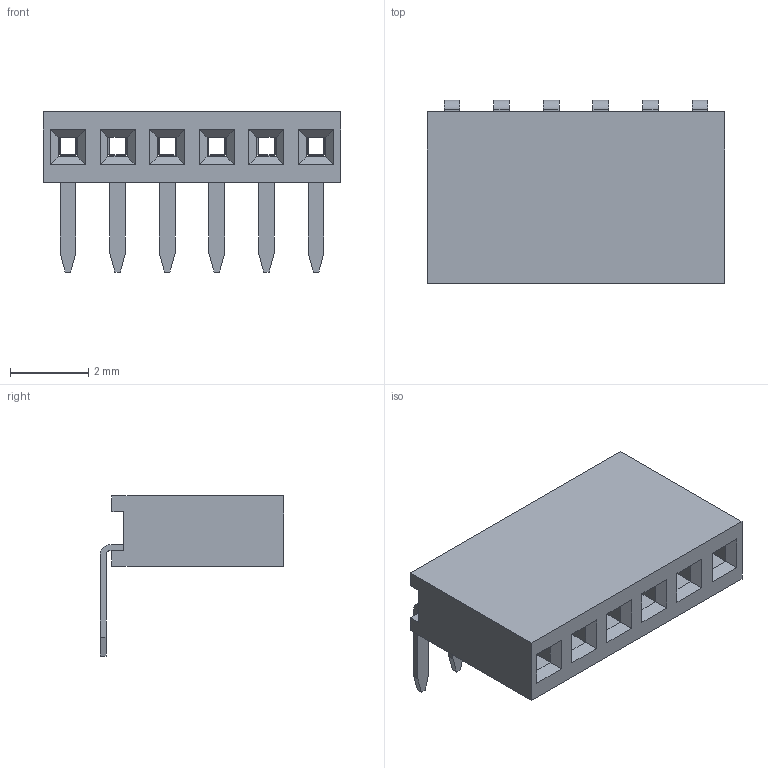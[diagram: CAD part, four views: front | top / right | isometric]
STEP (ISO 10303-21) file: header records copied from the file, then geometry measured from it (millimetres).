
FILE_DESCRIPTION(('STEP AP214'), '1');
FILE_NAME('PBS1.27-R', '', ('UNSPECIFIED'), ('UNSPECIFIED'), 'ASCON STEP Converter 1.6', 'ASCON Math Kernel', '');
FILE_SCHEMA(('AUTOMOTIVE_DESIGN { 1 0 10303 214 3 1 1}'));
Length unit declared in the file: millimetre
Bounding box: 7.62 x 4.7 x 4.1 mm (x, y, z)
Volume: 43.4 mm3; surface area: 316.8 mm2
Topology: 7 solids, 7 shells, 364 faces, 978 edges, 628 vertices
Faces by surface type: plane 310, cylinder 54
Entity records: 14166 total; most frequent: CARTESIAN_POINT 1971, ORIENTED_EDGE 1956, DIRECTION 1816, EDGE_CURVE 978, LINE 870, VECTOR 870, VERTEX_POINT 628, AXIS2_PLACEMENT_3D 473
